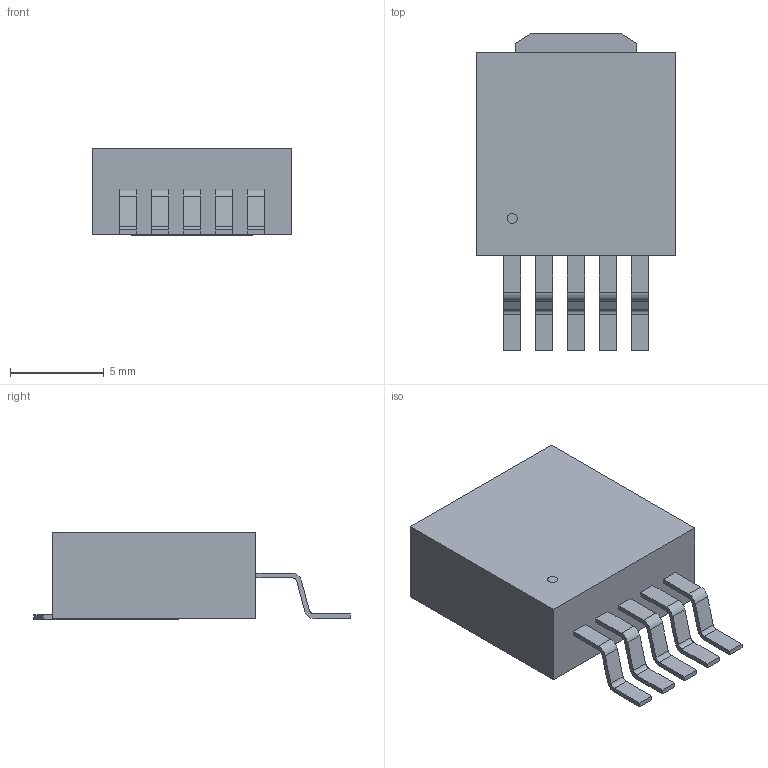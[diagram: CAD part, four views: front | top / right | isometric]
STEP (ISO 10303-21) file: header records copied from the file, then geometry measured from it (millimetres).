
FILE_DESCRIPTION(('STEP AP214'),'1');
FILE_NAME('TO-263-5_MCH-M','2020-07-03T08:28:08',(''),(''),'','','');
FILE_SCHEMA(('AUTOMOTIVE_DESIGN'));
Length unit declared in the file: millimetre
Products named in the file (1): product
Bounding box: 10.67 x 16.89 x 4.65 mm (x, y, z)
Volume: 542.9 mm3; surface area: 599 mm2
Topology: 8 solids, 8 shells, 95 faces, 237 edges, 158 vertices
Faces by surface type: plane 74, cylinder 21
Full cylindrical faces by diameter (mm): 0.533 x1
Entity records: 2730 total; most frequent: DIRECTION 472, ORIENTED_EDGE 472, CARTESIAN_POINT 277, EDGE_CURVE 236, LINE 194, VECTOR 194, VERTEX_POINT 158, AXIS2_PLACEMENT_3D 139
